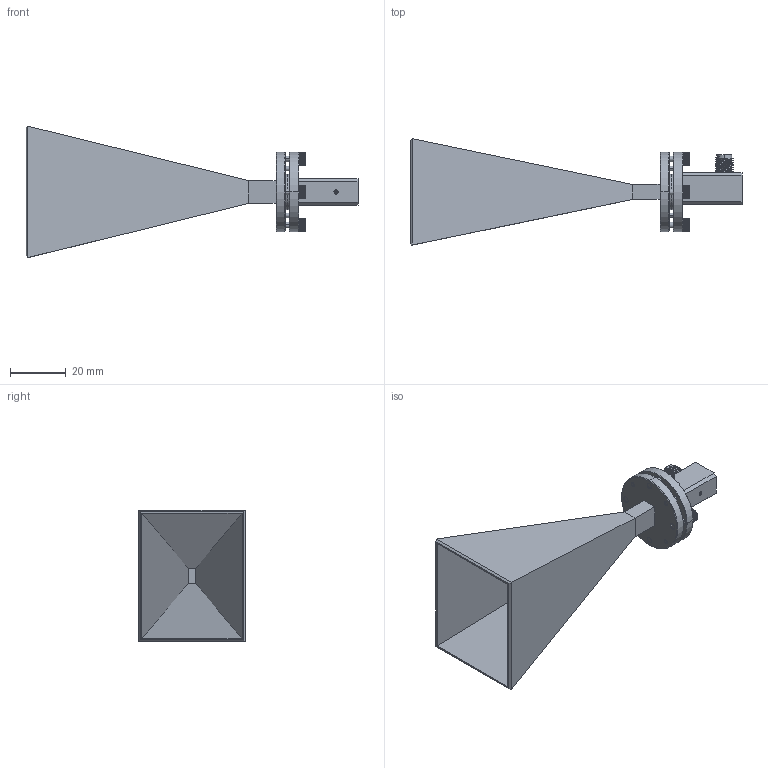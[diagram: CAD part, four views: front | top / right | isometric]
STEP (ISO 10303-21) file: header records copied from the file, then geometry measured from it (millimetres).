
FILE_DESCRIPTION (( 'STEP AP203' ), '1' );
FILE_NAME ('SAR-2309-22VF-R2, SAR-2309-222F-R2.STEP', '2019-11-08T18:03:57', ( '' ), ( '' ), 'SwSTEP 2.0', 'SolidWorks 2016', '' );
FILE_SCHEMA (( 'CONFIG_CONTROL_DESIGN' ));
Length unit declared in the file: inch
Products named in the file (1): SAR-2309-22VF-R2, SAR-2309-222F-R2
Bounding box: 119.38 x 38.25 x 47.24 mm (x, y, z)
Volume: 16925.7 mm3; surface area: 21731.7 mm2
Topology: 14 solids, 14 shells, 885 faces, 2348 edges, 1516 vertices
Faces by surface type: plane 508, cylinder 281, cone 86, torus 8, bspline 2
Entity records: 29474 total; most frequent: CARTESIAN_POINT 8634, ORIENTED_EDGE 4680, DIRECTION 3859, EDGE_CURVE 2340, VERTEX_POINT 1516, AXIS2_PLACEMENT_3D 1456, EDGE_LOOP 954, VECTOR 947
